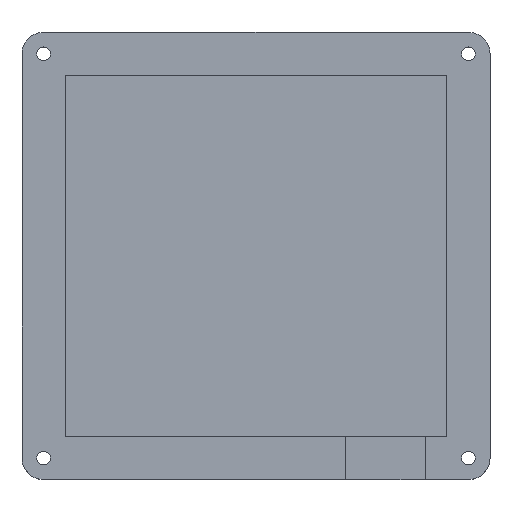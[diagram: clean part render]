
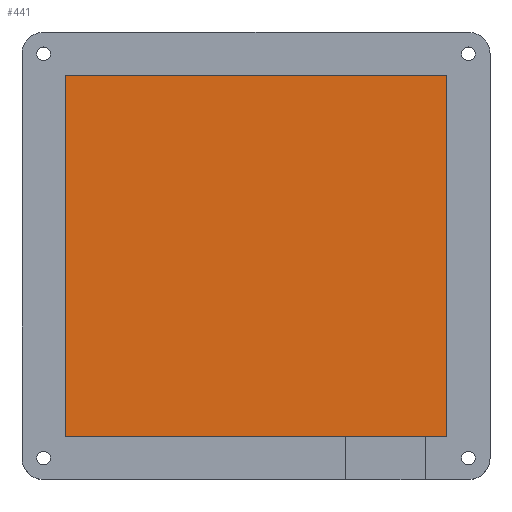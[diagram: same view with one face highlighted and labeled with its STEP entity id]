
A CAD part, top view. The second image highlights one B-rep face of the part: STEP entity #441.
In plain terms, the highlighted planar face has unit normal (0, 0, 1).
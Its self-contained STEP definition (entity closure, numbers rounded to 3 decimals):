
#35=PLANE('',#493);
#57=FACE_OUTER_BOUND('',#83,.T.);
#83=EDGE_LOOP('',(#397,#398,#399,#400));
#124=LINE('',#723,#168);
#127=LINE('',#728,#171);
#129=LINE('',#732,#173);
#131=LINE('',#735,#175);
#168=VECTOR('',#596,10.);
#171=VECTOR('',#601,10.);
#173=VECTOR('',#605,10.);
#175=VECTOR('',#609,10.);
#229=VERTEX_POINT('',#721);
#230=VERTEX_POINT('',#722);
#231=VERTEX_POINT('',#727);
#232=VERTEX_POINT('',#731);
#284=EDGE_CURVE('',#229,#230,#124,.T.);
#287=EDGE_CURVE('',#231,#229,#127,.T.);
#289=EDGE_CURVE('',#230,#232,#129,.T.);
#291=EDGE_CURVE('',#232,#231,#131,.T.);
#397=ORIENTED_EDGE('',*,*,#287,.T.);
#398=ORIENTED_EDGE('',*,*,#284,.T.);
#399=ORIENTED_EDGE('',*,*,#289,.T.);
#400=ORIENTED_EDGE('',*,*,#291,.T.);
#441=ADVANCED_FACE('',(#57),#35,.T.);
#493=AXIS2_PLACEMENT_3D('',#738,#613,#614);
#596=DIRECTION('',(0.,1.,0.));
#601=DIRECTION('',(1.,0.,0.));
#605=DIRECTION('',(-1.,0.,0.));
#609=DIRECTION('',(0.,-1.,0.));
#613=DIRECTION('center_axis',(0.,0.,1.));
#614=DIRECTION('ref_axis',(1.,0.,0.));
#721=CARTESIAN_POINT('',(-14.807,-48.417,3.));
#722=CARTESIAN_POINT('',(-14.807,35.483,3.));
#723=CARTESIAN_POINT('',(-14.807,35.483,3.));
#727=CARTESIAN_POINT('',(-103.507,-48.417,3.));
#728=CARTESIAN_POINT('',(-14.807,-48.417,3.));
#731=CARTESIAN_POINT('',(-103.507,35.483,3.));
#732=CARTESIAN_POINT('',(-103.507,35.483,3.));
#735=CARTESIAN_POINT('',(-103.507,-48.417,3.));
#738=CARTESIAN_POINT('Origin',(-59.157,-6.467,3.));
